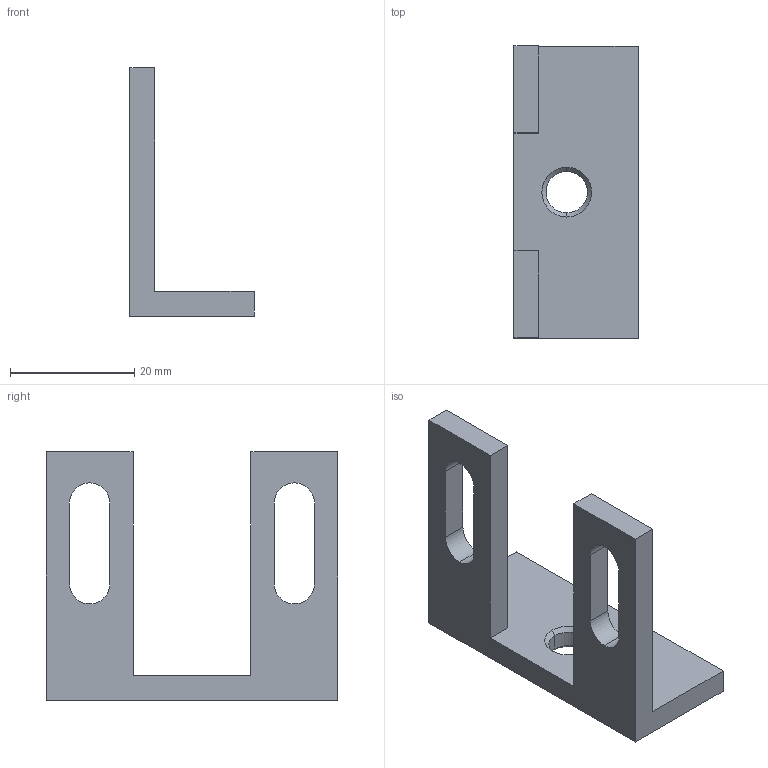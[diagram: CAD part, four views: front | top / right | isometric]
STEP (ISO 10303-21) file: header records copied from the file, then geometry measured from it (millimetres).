
FILE_DESCRIPTION (( 'STEP AP214' ), '1' );
FILE_NAME ('1.65.1301.STEP', '2024-10-11T19:00:14', ( '' ), ( '' ), 'SwSTEP 2.0', 'SolidWorks 2024', '' );
FILE_SCHEMA (( 'AUTOMOTIVE_DESIGN' ));
Length unit declared in the file: millimetre
Products named in the file (1): 1.65.1301
Bounding box: 20 x 47 x 40 mm (x, y, z)
Volume: 6701.5 mm3; surface area: 4907.4 mm2
Topology: 1 solids, 1 shells, 28 faces, 74 edges, 48 vertices
Faces by surface type: plane 16, cylinder 8, cone 4
Entity records: 901 total; most frequent: DIRECTION 152, CARTESIAN_POINT 151, ORIENTED_EDGE 148, EDGE_CURVE 74, LINE 54, VECTOR 54, AXIS2_PLACEMENT_3D 49, VERTEX_POINT 48
